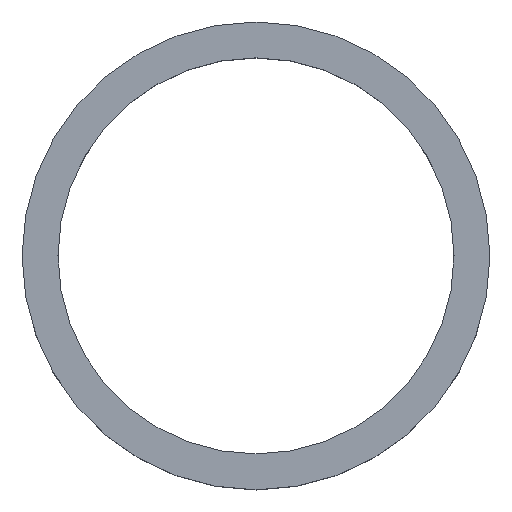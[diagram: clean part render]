
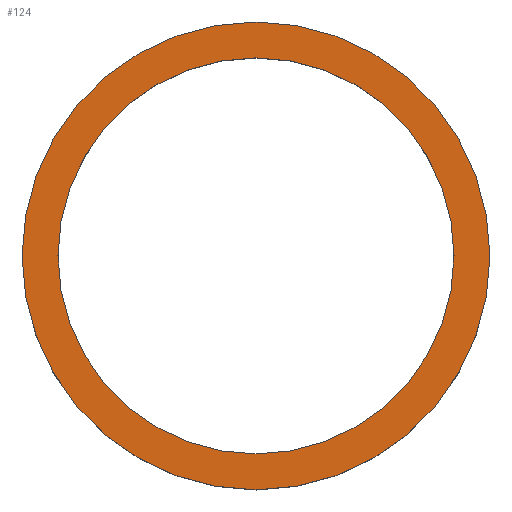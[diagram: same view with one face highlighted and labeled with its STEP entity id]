
A CAD part, top view. The second image highlights one B-rep face of the part: STEP entity #124.
In plain terms, the highlighted face is planar.
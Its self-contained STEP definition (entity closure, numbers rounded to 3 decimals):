
#14 = DIRECTION ( 'NONE',  ( 0., 0., 1. ) ) ;
#35 = EDGE_CURVE ( 'NONE', #194, #213, #77, .T. ) ;
#39 = VERTEX_POINT ( 'NONE', #303 ) ;
#43 = CARTESIAN_POINT ( 'NONE',  ( 0., 200., -400. ) ) ;
#68 = DIRECTION ( 'NONE',  ( 0., 0., 1. ) ) ;
#77 = CIRCLE ( 'NONE', #350, 400. ) ;
#84 = CIRCLE ( 'NONE', #121, 472.5 ) ;
#101 = EDGE_LOOP ( 'NONE', ( #234, #334 ) ) ;
#102 = EDGE_CURVE ( 'NONE', #213, #194, #306, .T. ) ;
#121 = AXIS2_PLACEMENT_3D ( 'NONE', #158, #250, #277 ) ;
#123 = CARTESIAN_POINT ( 'NONE',  ( 0., 200., 0. ) ) ;
#124 = ADVANCED_FACE ( 'NONE', ( #151, #289 ), #178, .T. ) ;
#140 = CIRCLE ( 'NONE', #196, 472.5 ) ;
#151 = FACE_OUTER_BOUND ( 'NONE', #245, .T. ) ;
#158 = CARTESIAN_POINT ( 'NONE',  ( 0., 200., 0. ) ) ;
#173 = EDGE_CURVE ( 'NONE', #39, #309, #140, .T. ) ;
#178 = PLANE ( 'NONE',  #183 ) ;
#183 = AXIS2_PLACEMENT_3D ( 'NONE', #260, #238, #258 ) ;
#186 = ORIENTED_EDGE ( 'NONE', *, *, #173, .T. ) ;
#188 = DIRECTION ( 'NONE',  ( 0., 1., 0. ) ) ;
#193 = CARTESIAN_POINT ( 'NONE',  ( 0., 200., 400. ) ) ;
#194 = VERTEX_POINT ( 'NONE', #193 ) ;
#196 = AXIS2_PLACEMENT_3D ( 'NONE', #342, #201, #68 ) ;
#201 = DIRECTION ( 'NONE',  ( 0., 1., 0. ) ) ;
#208 = DIRECTION ( 'NONE',  ( 0., 0., 1. ) ) ;
#213 = VERTEX_POINT ( 'NONE', #43 ) ;
#214 = DIRECTION ( 'NONE',  ( 0., 1., 0. ) ) ;
#218 = EDGE_CURVE ( 'NONE', #309, #39, #84, .T. ) ;
#234 = ORIENTED_EDGE ( 'NONE', *, *, #102, .F. ) ;
#238 = DIRECTION ( 'NONE',  ( 0., 1., 0. ) ) ;
#245 = EDGE_LOOP ( 'NONE', ( #274, #186 ) ) ;
#250 = DIRECTION ( 'NONE',  ( 0., 1., 0. ) ) ;
#258 = DIRECTION ( 'NONE',  ( 0., 0., 1. ) ) ;
#260 = CARTESIAN_POINT ( 'NONE',  ( 0., 200., 0. ) ) ;
#274 = ORIENTED_EDGE ( 'NONE', *, *, #218, .T. ) ;
#277 = DIRECTION ( 'NONE',  ( 0., 0., 1. ) ) ;
#289 = FACE_BOUND ( 'NONE', #101, .T. ) ;
#296 = CARTESIAN_POINT ( 'NONE',  ( 0., 200., 0. ) ) ;
#298 = AXIS2_PLACEMENT_3D ( 'NONE', #296, #214, #208 ) ;
#303 = CARTESIAN_POINT ( 'NONE',  ( 0., 200., 472.5 ) ) ;
#306 = CIRCLE ( 'NONE', #298, 400. ) ;
#309 = VERTEX_POINT ( 'NONE', #365 ) ;
#334 = ORIENTED_EDGE ( 'NONE', *, *, #35, .F. ) ;
#342 = CARTESIAN_POINT ( 'NONE',  ( 0., 200., 0. ) ) ;
#350 = AXIS2_PLACEMENT_3D ( 'NONE', #123, #188, #14 ) ;
#365 = CARTESIAN_POINT ( 'NONE',  ( 0., 200., -472.5 ) ) ;
